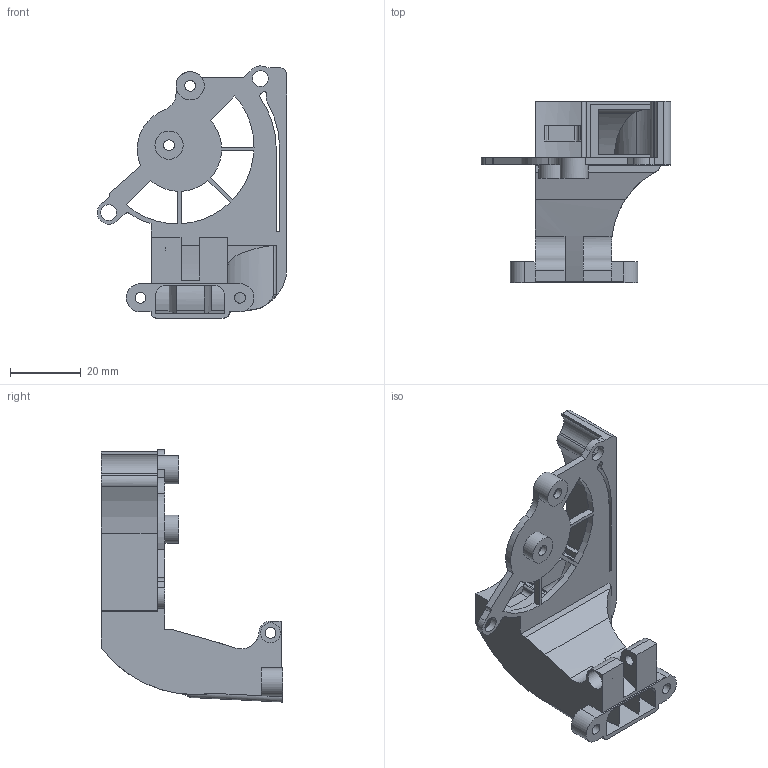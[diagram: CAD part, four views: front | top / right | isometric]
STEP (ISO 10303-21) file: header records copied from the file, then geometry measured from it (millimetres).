
FILE_DESCRIPTION(/* description */ (''),/* implementation_level */ '2;1');
FILE_NAME(/* name */ 'Planetary Vertical - metal carrier_Planetary Vertical - No electronics blower frame.step',/* time_stamp */ '2020-12-05T05:34:41-05:00',/* author */ (''),/* organization */ (''),/* preprocessor_version */ 'ST-DEVELOPER v18.1',/* originating_system */ 'Autodesk Translation Framework v9.3.0.1241',/* authorisation */ '');
FILE_SCHEMA (('AUTOMOTIVE_DESIGN { 1 0 10303 214 3 1 1 }'));
Length unit declared in the file: millimetre
Products named in the file (1): Planetary Vertical - metal carrier_Planetary Vertical - No electronic
s blower frame - Metal Frame
Bounding box: 53.8 x 51.36 x 71.52 mm (x, y, z)
Volume: 17320.4 mm3; surface area: 16832.1 mm2
Topology: 1 solids, 2 shells, 217 faces, 617 edges, 406 vertices
Faces by surface type: plane 106, cylinder 72, bspline 34, torus 5
Full cylindrical faces by diameter (mm): 3.1 x6, 4.5 x2, 5.7 x3, 8 x2
Entity records: 8587 total; most frequent: CARTESIAN_POINT 3014, ORIENTED_EDGE 1232, DIRECTION 1040, EDGE_CURVE 616, VERTEX_POINT 406, AXIS2_PLACEMENT_3D 354, LINE 332, VECTOR 332
